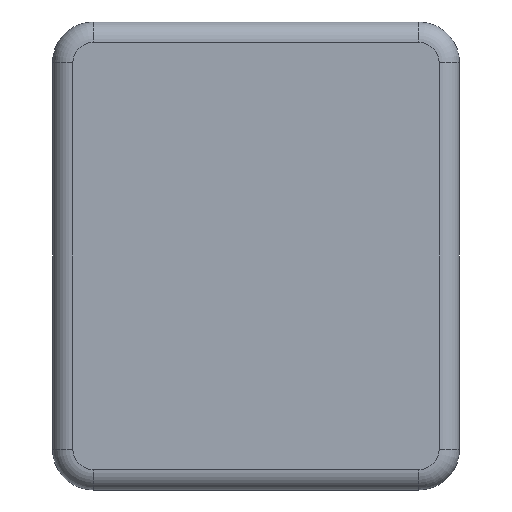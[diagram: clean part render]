
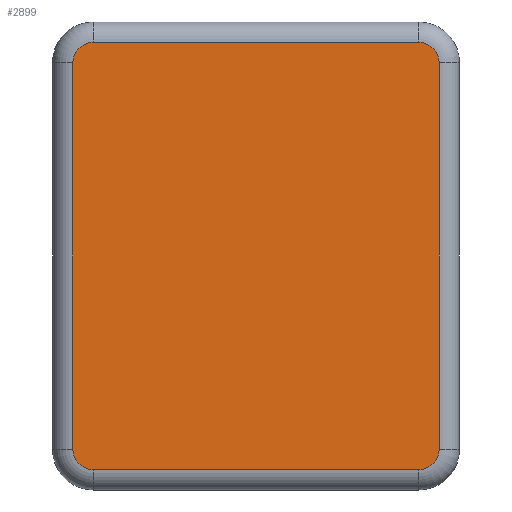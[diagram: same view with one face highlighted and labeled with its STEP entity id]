
A CAD part, front view. The second image highlights one B-rep face of the part: STEP entity #2899.
In plain terms, the highlighted planar face has unit normal (0, -1, 0).
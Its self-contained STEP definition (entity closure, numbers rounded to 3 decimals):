
#15 = ORIENTED_EDGE ( 'NONE', *, *, #2444, .T. ) ;
#73 = CARTESIAN_POINT ( 'NONE',  ( -38.72, -5., 18.422 ) ) ;
#103 = AXIS2_PLACEMENT_3D ( 'NONE', #3986, #2207, #1847 ) ;
#124 = ORIENTED_EDGE ( 'NONE', *, *, #2272, .T. ) ;
#201 = VERTEX_POINT ( 'NONE', #3921 ) ;
#225 = CARTESIAN_POINT ( 'NONE',  ( -38.72, -5., -76.578 ) ) ;
#293 = CARTESIAN_POINT ( 'NONE',  ( 46.28, -5., -81.578 ) ) ;
#406 = CIRCLE ( 'NONE', #1119, 5. ) ;
#433 = CIRCLE ( 'NONE', #103, 5. ) ;
#446 = DIRECTION ( 'NONE',  ( 0., 0., -1. ) ) ;
#447 = CARTESIAN_POINT ( 'NONE',  ( -33.72, -5., -76.578 ) ) ;
#451 = CARTESIAN_POINT ( 'NONE',  ( 51.28, -5., 18.422 ) ) ;
#487 = ORIENTED_EDGE ( 'NONE', *, *, #3113, .T. ) ;
#599 = CIRCLE ( 'NONE', #1316, 5. ) ;
#747 = DIRECTION ( 'NONE',  ( 0., 0., -1. ) ) ;
#856 = EDGE_CURVE ( 'NONE', #2192, #3131, #3526, .T. ) ;
#962 = FACE_OUTER_BOUND ( 'NONE', #995, .T. ) ;
#995 = EDGE_LOOP ( 'NONE', ( #3916, #2270, #124, #3625, #487, #15, #3351, #2089 ) ) ;
#1119 = AXIS2_PLACEMENT_3D ( 'NONE', #3005, #3049, #1123 ) ;
#1123 = DIRECTION ( 'NONE',  ( 0., 0., -1. ) ) ;
#1149 = EDGE_CURVE ( 'NONE', #2710, #3245, #4003, .T. ) ;
#1293 = VERTEX_POINT ( 'NONE', #2618 ) ;
#1316 = AXIS2_PLACEMENT_3D ( 'NONE', #3332, #2378, #3937 ) ;
#1379 = LINE ( 'NONE', #3818, #3780 ) ;
#1546 = VECTOR ( 'NONE', #2799, 1000. ) ;
#1627 = CARTESIAN_POINT ( 'NONE',  ( 46.28, -5., -81.578 ) ) ;
#1672 = VERTEX_POINT ( 'NONE', #1873 ) ;
#1711 = CARTESIAN_POINT ( 'NONE',  ( -38.72, -5., -76.578 ) ) ;
#1712 = AXIS2_PLACEMENT_3D ( 'NONE', #447, #2236, #747 ) ;
#1743 = CARTESIAN_POINT ( 'NONE',  ( -33.72, -5., 23.422 ) ) ;
#1781 = DIRECTION ( 'NONE',  ( -1., 0., 0. ) ) ;
#1842 = VECTOR ( 'NONE', #1781, 1000. ) ;
#1847 = DIRECTION ( 'NONE',  ( 0., 0., -1. ) ) ;
#1873 = CARTESIAN_POINT ( 'NONE',  ( 51.28, -5., -76.578 ) ) ;
#2013 = CARTESIAN_POINT ( 'NONE',  ( -33.72, -5., -81.578 ) ) ;
#2089 = ORIENTED_EDGE ( 'NONE', *, *, #2558, .T. ) ;
#2098 = CIRCLE ( 'NONE', #1712, 5. ) ;
#2157 = AXIS2_PLACEMENT_3D ( 'NONE', #2533, #2204, #3753 ) ;
#2192 = VERTEX_POINT ( 'NONE', #73 ) ;
#2204 = DIRECTION ( 'NONE',  ( 0., -1., 0. ) ) ;
#2207 = DIRECTION ( 'NONE',  ( 0., -1., 0. ) ) ;
#2227 = PLANE ( 'NONE',  #2157 ) ;
#2236 = DIRECTION ( 'NONE',  ( 0., -1., 0. ) ) ;
#2270 = ORIENTED_EDGE ( 'NONE', *, *, #3691, .T. ) ;
#2272 = EDGE_CURVE ( 'NONE', #1672, #3350, #1379, .T. ) ;
#2378 = DIRECTION ( 'NONE',  ( 0., -1., 0. ) ) ;
#2444 = EDGE_CURVE ( 'NONE', #201, #2192, #599, .T. ) ;
#2460 = EDGE_CURVE ( 'NONE', #3350, #1293, #406, .T. ) ;
#2533 = CARTESIAN_POINT ( 'NONE',  ( -33.72, -5., -76.578 ) ) ;
#2558 = EDGE_CURVE ( 'NONE', #3131, #2710, #2098, .T. ) ;
#2618 = CARTESIAN_POINT ( 'NONE',  ( 46.28, -5., 23.422 ) ) ;
#2710 = VERTEX_POINT ( 'NONE', #2013 ) ;
#2799 = DIRECTION ( 'NONE',  ( 1., 0., 0. ) ) ;
#2899 = ADVANCED_FACE ( 'NONE', ( #962 ), #2227, .T. ) ;
#2904 = VECTOR ( 'NONE', #446, 1000. ) ;
#3005 = CARTESIAN_POINT ( 'NONE',  ( 46.28, -5., 18.422 ) ) ;
#3049 = DIRECTION ( 'NONE',  ( 0., -1., 0. ) ) ;
#3113 = EDGE_CURVE ( 'NONE', #1293, #201, #3897, .T. ) ;
#3131 = VERTEX_POINT ( 'NONE', #225 ) ;
#3245 = VERTEX_POINT ( 'NONE', #293 ) ;
#3332 = CARTESIAN_POINT ( 'NONE',  ( -33.72, -5., 18.422 ) ) ;
#3350 = VERTEX_POINT ( 'NONE', #451 ) ;
#3351 = ORIENTED_EDGE ( 'NONE', *, *, #856, .T. ) ;
#3523 = DIRECTION ( 'NONE',  ( 0., 0., 1. ) ) ;
#3526 = LINE ( 'NONE', #1711, #2904 ) ;
#3625 = ORIENTED_EDGE ( 'NONE', *, *, #2460, .T. ) ;
#3691 = EDGE_CURVE ( 'NONE', #3245, #1672, #433, .T. ) ;
#3753 = DIRECTION ( 'NONE',  ( 0., 0., -1. ) ) ;
#3780 = VECTOR ( 'NONE', #3523, 1000. ) ;
#3818 = CARTESIAN_POINT ( 'NONE',  ( 51.28, -5., 18.422 ) ) ;
#3897 = LINE ( 'NONE', #1743, #1842 ) ;
#3916 = ORIENTED_EDGE ( 'NONE', *, *, #1149, .T. ) ;
#3921 = CARTESIAN_POINT ( 'NONE',  ( -33.72, -5., 23.422 ) ) ;
#3937 = DIRECTION ( 'NONE',  ( 0., 0., -1. ) ) ;
#3986 = CARTESIAN_POINT ( 'NONE',  ( 46.28, -5., -76.578 ) ) ;
#4003 = LINE ( 'NONE', #1627, #1546 ) ;
